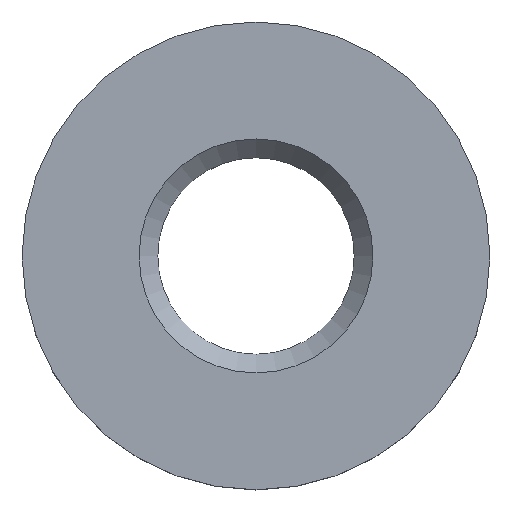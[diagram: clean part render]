
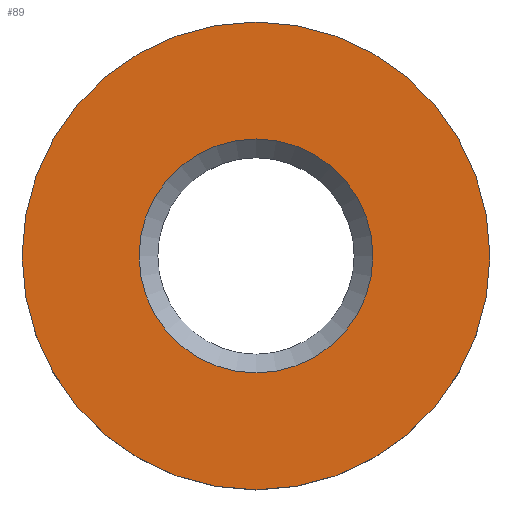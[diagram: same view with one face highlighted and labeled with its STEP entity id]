
A CAD part, top view. The second image highlights one B-rep face of the part: STEP entity #89.
In plain terms, the highlighted planar face has unit normal (0, 0, 1).
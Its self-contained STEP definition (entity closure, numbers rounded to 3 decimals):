
#15=FACE_BOUND('',#30,.T.);
#17=PLANE('',#112);
#23=FACE_OUTER_BOUND('',#29,.T.);
#29=EDGE_LOOP('',(#73));
#30=EDGE_LOOP('',(#74));
#43=CIRCLE('',#108,2.5);
#46=CIRCLE('',#113,5.);
#49=VERTEX_POINT('',#151);
#52=VERTEX_POINT('',#161);
#55=EDGE_CURVE('',#49,#49,#43,.T.);
#60=EDGE_CURVE('',#52,#52,#46,.T.);
#73=ORIENTED_EDGE('',*,*,#60,.T.);
#74=ORIENTED_EDGE('',*,*,#55,.F.);
#89=ADVANCED_FACE('',(#23,#15),#17,.T.);
#108=AXIS2_PLACEMENT_3D('',#152,#123,#124);
#112=AXIS2_PLACEMENT_3D('',#160,#133,#134);
#113=AXIS2_PLACEMENT_3D('',#162,#135,#136);
#123=DIRECTION('center_axis',(0.,0.,1.));
#124=DIRECTION('ref_axis',(1.,0.,0.));
#133=DIRECTION('center_axis',(0.,0.,1.));
#134=DIRECTION('ref_axis',(1.,0.,0.));
#135=DIRECTION('center_axis',(0.,0.,1.));
#136=DIRECTION('ref_axis',(1.,0.,0.));
#151=CARTESIAN_POINT('',(-2.5,0.,1.8));
#152=CARTESIAN_POINT('Origin',(0.,0.,1.8));
#160=CARTESIAN_POINT('Origin',(0.,0.,1.8));
#161=CARTESIAN_POINT('',(-5.,0.,1.8));
#162=CARTESIAN_POINT('Origin',(0.,0.,1.8));
